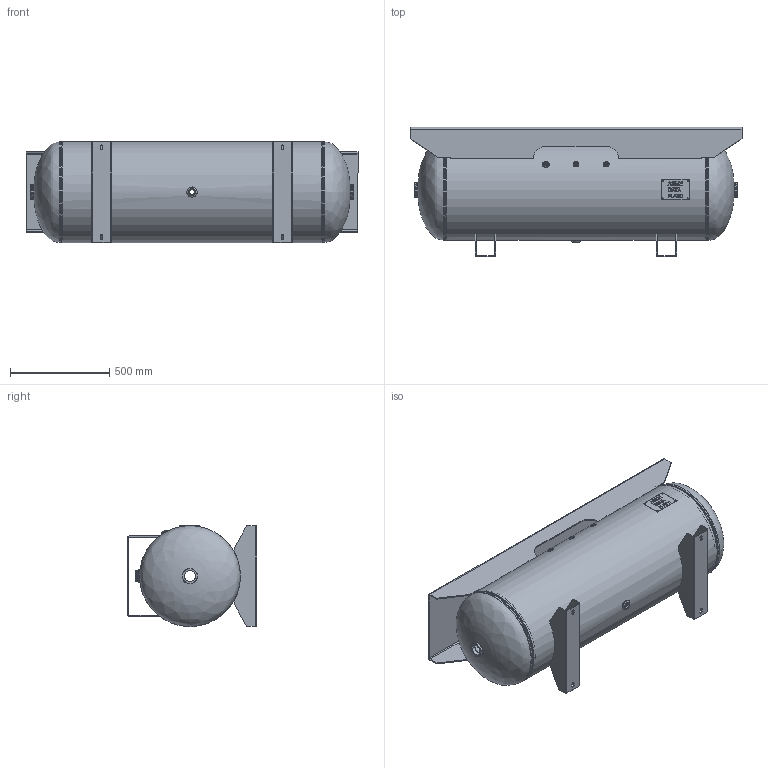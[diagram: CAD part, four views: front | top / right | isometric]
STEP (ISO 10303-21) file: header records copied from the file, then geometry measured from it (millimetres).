
FILE_DESCRIPTION(/* description */ ('20 X 63 200# HORZ ASME STOCK 80 GAL W/CHNLS & TPLT'),/* implementation_level */ '2;1');
FILE_NAME(/* name */ 'SPVG_A10138.stp',/* time_stamp */ '2018-11-06T14:16:15-06:00',/* author */ ('kim.thoune'),/* organization */ (''),/* preprocessor_version */ 'ST-DEVELOPER v16.5',/* originating_system */ 'Autodesk Inventor 2017',/* authorisation */ '');
FILE_SCHEMA (('AUTOMOTIVE_DESIGN { 1 0 10303 214 3 1 1 }'));
Length unit declared in the file: inch
Products named in the file (15): A10138; A10138-1; A10138-2; H20124J; A10138-3; H20124J_1; F102000; F100750; S100137; 60-140; 64-053; S109145; F101250; F100375; F100250
Assembly tree (19 placements, depth 3):
  A10138
    A10138-1
    A10138-2
      H20124J
    A10138-3
      H20124J_1
    F102000  x2
    F100250  x2
    F101250  x3
    F100750
    S100137
    60-140
      64-053
    S109145  x2
    F100375
Bounding box: 1676.4 x 653.39 x 511.3 mm (x, y, z)
Volume: 17474091.8 mm3; surface area: 8323401.6 mm2
Topology: 16 solids, 16 shells, 481 faces, 1224 edges, 800 vertices
Faces by surface type: plane 305, cylinder 76, torus 46, bspline 38, cone 16
Full cylindrical faces by diameter (mm): 6.35 x4, 11.455 x2, 14.961 x1, 25.408 x1, 26.987 x2, 33.337 x1, 36.512 x1, 36.909 x1, 44.856 x3, 49.212 x3, 50.787 x3, 52.387 x1, 53.975 x3, 56.667 x2, 63.5 x3, 68.263 x2, 76.2 x3, 79.383 x2, 495.859 x2, 501.701 x2, 502.158 x3, 508 x2, 510.083 x1
Entity records: 13329 total; most frequent: CARTESIAN_POINT 3354, ORIENTED_EDGE 1936, DIRECTION 1832, EDGE_CURVE 968, LINE 744, VECTOR 744, VERTEX_POINT 678, EDGE_LOOP 546
